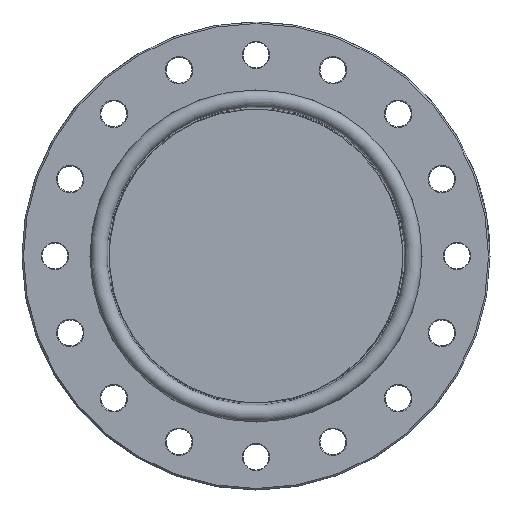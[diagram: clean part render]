
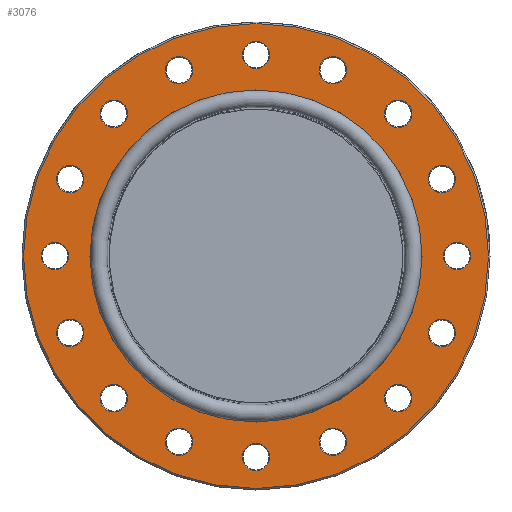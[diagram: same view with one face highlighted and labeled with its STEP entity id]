
A CAD part, front view. The second image highlights one B-rep face of the part: STEP entity #3076.
In plain terms, the highlighted planar face has unit normal (0, -1, 0).
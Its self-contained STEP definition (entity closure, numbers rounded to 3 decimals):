
#291=FACE_BOUND('',#568,.T.);
#292=FACE_BOUND('',#569,.T.);
#293=FACE_BOUND('',#570,.T.);
#294=FACE_BOUND('',#571,.T.);
#295=FACE_BOUND('',#572,.T.);
#296=FACE_BOUND('',#573,.T.);
#297=FACE_BOUND('',#574,.T.);
#298=FACE_BOUND('',#575,.T.);
#299=FACE_BOUND('',#576,.T.);
#300=FACE_BOUND('',#577,.T.);
#301=FACE_BOUND('',#578,.T.);
#302=FACE_BOUND('',#579,.T.);
#303=FACE_BOUND('',#580,.T.);
#304=FACE_BOUND('',#581,.T.);
#305=FACE_BOUND('',#582,.T.);
#306=FACE_BOUND('',#583,.T.);
#307=FACE_BOUND('',#584,.T.);
#340=PLANE('',#3378);
#384=FACE_OUTER_BOUND('',#567,.T.);
#567=EDGE_LOOP('',(#2088));
#568=EDGE_LOOP('',(#2089));
#569=EDGE_LOOP('',(#2090));
#570=EDGE_LOOP('',(#2091));
#571=EDGE_LOOP('',(#2092));
#572=EDGE_LOOP('',(#2093));
#573=EDGE_LOOP('',(#2094));
#574=EDGE_LOOP('',(#2095));
#575=EDGE_LOOP('',(#2096));
#576=EDGE_LOOP('',(#2097));
#577=EDGE_LOOP('',(#2098));
#578=EDGE_LOOP('',(#2099));
#579=EDGE_LOOP('',(#2100));
#580=EDGE_LOOP('',(#2101));
#581=EDGE_LOOP('',(#2102));
#582=EDGE_LOOP('',(#2103));
#583=EDGE_LOOP('',(#2104));
#584=EDGE_LOOP('',(#2105));
#1132=CIRCLE('',#3377,75.32);
#1133=CIRCLE('',#3379,4.45);
#1134=CIRCLE('',#3380,4.45);
#1135=CIRCLE('',#3381,4.45);
#1136=CIRCLE('',#3382,4.45);
#1137=CIRCLE('',#3383,4.45);
#1138=CIRCLE('',#3384,4.45);
#1139=CIRCLE('',#3385,4.45);
#1140=CIRCLE('',#3386,4.45);
#1141=CIRCLE('',#3387,53.8);
#1142=CIRCLE('',#3388,4.45);
#1143=CIRCLE('',#3389,4.45);
#1144=CIRCLE('',#3390,4.45);
#1145=CIRCLE('',#3391,4.45);
#1146=CIRCLE('',#3392,4.45);
#1147=CIRCLE('',#3393,4.45);
#1148=CIRCLE('',#3394,4.45);
#1149=CIRCLE('',#3395,4.45);
#1299=VERTEX_POINT('',#4457);
#1300=VERTEX_POINT('',#4461);
#1301=VERTEX_POINT('',#4463);
#1302=VERTEX_POINT('',#4465);
#1303=VERTEX_POINT('',#4467);
#1304=VERTEX_POINT('',#4469);
#1305=VERTEX_POINT('',#4471);
#1306=VERTEX_POINT('',#4473);
#1307=VERTEX_POINT('',#4475);
#1308=VERTEX_POINT('',#4477);
#1309=VERTEX_POINT('',#4479);
#1310=VERTEX_POINT('',#4481);
#1311=VERTEX_POINT('',#4483);
#1312=VERTEX_POINT('',#4485);
#1313=VERTEX_POINT('',#4487);
#1314=VERTEX_POINT('',#4489);
#1315=VERTEX_POINT('',#4491);
#1316=VERTEX_POINT('',#4493);
#1611=EDGE_CURVE('',#1299,#1299,#1132,.T.);
#1612=EDGE_CURVE('',#1300,#1300,#1133,.T.);
#1613=EDGE_CURVE('',#1301,#1301,#1134,.T.);
#1614=EDGE_CURVE('',#1302,#1302,#1135,.T.);
#1615=EDGE_CURVE('',#1303,#1303,#1136,.T.);
#1616=EDGE_CURVE('',#1304,#1304,#1137,.T.);
#1617=EDGE_CURVE('',#1305,#1305,#1138,.T.);
#1618=EDGE_CURVE('',#1306,#1306,#1139,.T.);
#1619=EDGE_CURVE('',#1307,#1307,#1140,.T.);
#1620=EDGE_CURVE('',#1308,#1308,#1141,.T.);
#1621=EDGE_CURVE('',#1309,#1309,#1142,.T.);
#1622=EDGE_CURVE('',#1310,#1310,#1143,.T.);
#1623=EDGE_CURVE('',#1311,#1311,#1144,.T.);
#1624=EDGE_CURVE('',#1312,#1312,#1145,.T.);
#1625=EDGE_CURVE('',#1313,#1313,#1146,.T.);
#1626=EDGE_CURVE('',#1314,#1314,#1147,.T.);
#1627=EDGE_CURVE('',#1315,#1315,#1148,.T.);
#1628=EDGE_CURVE('',#1316,#1316,#1149,.T.);
#2088=ORIENTED_EDGE('',*,*,#1611,.F.);
#2089=ORIENTED_EDGE('',*,*,#1612,.F.);
#2090=ORIENTED_EDGE('',*,*,#1613,.F.);
#2091=ORIENTED_EDGE('',*,*,#1614,.F.);
#2092=ORIENTED_EDGE('',*,*,#1615,.F.);
#2093=ORIENTED_EDGE('',*,*,#1616,.F.);
#2094=ORIENTED_EDGE('',*,*,#1617,.F.);
#2095=ORIENTED_EDGE('',*,*,#1618,.F.);
#2096=ORIENTED_EDGE('',*,*,#1619,.F.);
#2097=ORIENTED_EDGE('',*,*,#1620,.T.);
#2098=ORIENTED_EDGE('',*,*,#1621,.F.);
#2099=ORIENTED_EDGE('',*,*,#1622,.F.);
#2100=ORIENTED_EDGE('',*,*,#1623,.F.);
#2101=ORIENTED_EDGE('',*,*,#1624,.F.);
#2102=ORIENTED_EDGE('',*,*,#1625,.F.);
#2103=ORIENTED_EDGE('',*,*,#1626,.F.);
#2104=ORIENTED_EDGE('',*,*,#1627,.F.);
#2105=ORIENTED_EDGE('',*,*,#1628,.F.);
#3076=ADVANCED_FACE('',(#384,#291,#292,#293,#294,#295,#296,#297,#298,#299,
#300,#301,#302,#303,#304,#305,#306,#307),#340,.T.);
#3377=AXIS2_PLACEMENT_3D('',#4459,#3687,#3688);
#3378=AXIS2_PLACEMENT_3D('',#4460,#3689,#3690);
#3379=AXIS2_PLACEMENT_3D('',#4462,#3691,#3692);
#3380=AXIS2_PLACEMENT_3D('',#4464,#3693,#3694);
#3381=AXIS2_PLACEMENT_3D('',#4466,#3695,#3696);
#3382=AXIS2_PLACEMENT_3D('',#4468,#3697,#3698);
#3383=AXIS2_PLACEMENT_3D('',#4470,#3699,#3700);
#3384=AXIS2_PLACEMENT_3D('',#4472,#3701,#3702);
#3385=AXIS2_PLACEMENT_3D('',#4474,#3703,#3704);
#3386=AXIS2_PLACEMENT_3D('',#4476,#3705,#3706);
#3387=AXIS2_PLACEMENT_3D('',#4478,#3707,#3708);
#3388=AXIS2_PLACEMENT_3D('',#4480,#3709,#3710);
#3389=AXIS2_PLACEMENT_3D('',#4482,#3711,#3712);
#3390=AXIS2_PLACEMENT_3D('',#4484,#3713,#3714);
#3391=AXIS2_PLACEMENT_3D('',#4486,#3715,#3716);
#3392=AXIS2_PLACEMENT_3D('',#4488,#3717,#3718);
#3393=AXIS2_PLACEMENT_3D('',#4490,#3719,#3720);
#3394=AXIS2_PLACEMENT_3D('',#4492,#3721,#3722);
#3395=AXIS2_PLACEMENT_3D('',#4494,#3723,#3724);
#3687=DIRECTION('center_axis',(0.,1.,0.));
#3688=DIRECTION('ref_axis',(1.,0.,0.));
#3689=DIRECTION('center_axis',(0.,-1.,0.));
#3690=DIRECTION('ref_axis',(0.,0.,-1.));
#3691=DIRECTION('center_axis',(0.,-1.,0.));
#3692=DIRECTION('ref_axis',(0.924,0.,0.383));
#3693=DIRECTION('center_axis',(0.,-1.,0.));
#3694=DIRECTION('ref_axis',(0.383,0.,0.924));
#3695=DIRECTION('center_axis',(0.,-1.,0.));
#3696=DIRECTION('ref_axis',(-0.383,0.,0.924));
#3697=DIRECTION('center_axis',(0.,-1.,0.));
#3698=DIRECTION('ref_axis',(-0.924,0.,0.383));
#3699=DIRECTION('center_axis',(0.,-1.,0.));
#3700=DIRECTION('ref_axis',(-0.924,0.,-0.383));
#3701=DIRECTION('center_axis',(0.,-1.,0.));
#3702=DIRECTION('ref_axis',(-0.383,0.,-0.924));
#3703=DIRECTION('center_axis',(0.,-1.,0.));
#3704=DIRECTION('ref_axis',(0.383,0.,-0.924));
#3705=DIRECTION('center_axis',(0.,-1.,0.));
#3706=DIRECTION('ref_axis',(0.924,0.,-0.383));
#3707=DIRECTION('center_axis',(0.,1.,0.));
#3708=DIRECTION('ref_axis',(1.,0.,0.));
#3709=DIRECTION('center_axis',(0.,-1.,0.));
#3710=DIRECTION('ref_axis',(1.,0.,0.));
#3711=DIRECTION('center_axis',(0.,-1.,0.));
#3712=DIRECTION('ref_axis',(0.707,0.,-0.707));
#3713=DIRECTION('center_axis',(0.,-1.,0.));
#3714=DIRECTION('ref_axis',(0.,0.,-1.));
#3715=DIRECTION('center_axis',(0.,-1.,0.));
#3716=DIRECTION('ref_axis',(-0.707,0.,-0.707));
#3717=DIRECTION('center_axis',(0.,-1.,0.));
#3718=DIRECTION('ref_axis',(-1.,0.,0.));
#3719=DIRECTION('center_axis',(0.,-1.,0.));
#3720=DIRECTION('ref_axis',(-0.707,0.,0.707));
#3721=DIRECTION('center_axis',(0.,-1.,0.));
#3722=DIRECTION('ref_axis',(0.,0.,1.));
#3723=DIRECTION('center_axis',(0.,-1.,0.));
#3724=DIRECTION('ref_axis',(0.707,0.,0.707));
#4457=CARTESIAN_POINT('',(-75.32,0.,0.));
#4459=CARTESIAN_POINT('Origin',(0.,0.,0.));
#4460=CARTESIAN_POINT('Origin',(-75.82,0.,0.));
#4461=CARTESIAN_POINT('',(20.821,0.,-61.894));
#4462=CARTESIAN_POINT('Origin',(24.932,0.,
-60.191));
#4463=CARTESIAN_POINT('',(58.488,0.,-29.043));
#4464=CARTESIAN_POINT('Origin',(60.191,0.,
-24.932));
#4465=CARTESIAN_POINT('',(61.894,0.,20.821));
#4466=CARTESIAN_POINT('Origin',(60.191,0.,
24.932));
#4467=CARTESIAN_POINT('',(29.043,0.,58.488));
#4468=CARTESIAN_POINT('Origin',(24.932,0.,
60.191));
#4469=CARTESIAN_POINT('',(-20.821,0.,61.894));
#4470=CARTESIAN_POINT('Origin',(-24.932,0.,
60.191));
#4471=CARTESIAN_POINT('',(-58.488,0.,29.043));
#4472=CARTESIAN_POINT('Origin',(-60.191,0.,
24.932));
#4473=CARTESIAN_POINT('',(-61.894,0.,-20.821));
#4474=CARTESIAN_POINT('Origin',(-60.191,0.,
-24.932));
#4475=CARTESIAN_POINT('',(-29.043,0.,-58.488));
#4476=CARTESIAN_POINT('Origin',(-24.932,0.,
-60.191));
#4477=CARTESIAN_POINT('',(53.8,0.,0.));
#4478=CARTESIAN_POINT('Origin',(0.,0.,0.));
#4479=CARTESIAN_POINT('',(-4.45,0.,-65.15));
#4480=CARTESIAN_POINT('Origin',(0.,0.,-65.15));
#4481=CARTESIAN_POINT('',(-49.215,0.,-42.921));
#4482=CARTESIAN_POINT('Origin',(-46.068,0.,
-46.068));
#4483=CARTESIAN_POINT('',(-65.15,0.,4.45));
#4484=CARTESIAN_POINT('Origin',(-65.15,0.,0.));
#4485=CARTESIAN_POINT('',(-42.921,0.,49.215));
#4486=CARTESIAN_POINT('Origin',(-46.068,0.,
46.068));
#4487=CARTESIAN_POINT('',(4.45,0.,65.15));
#4488=CARTESIAN_POINT('Origin',(0.,0.,
65.15));
#4489=CARTESIAN_POINT('',(49.215,0.,42.921));
#4490=CARTESIAN_POINT('Origin',(46.068,0.,
46.068));
#4491=CARTESIAN_POINT('',(65.15,0.,-4.45));
#4492=CARTESIAN_POINT('Origin',(65.15,0.,0.));
#4493=CARTESIAN_POINT('',(42.921,0.,-49.215));
#4494=CARTESIAN_POINT('Origin',(46.068,0.,
-46.068));
